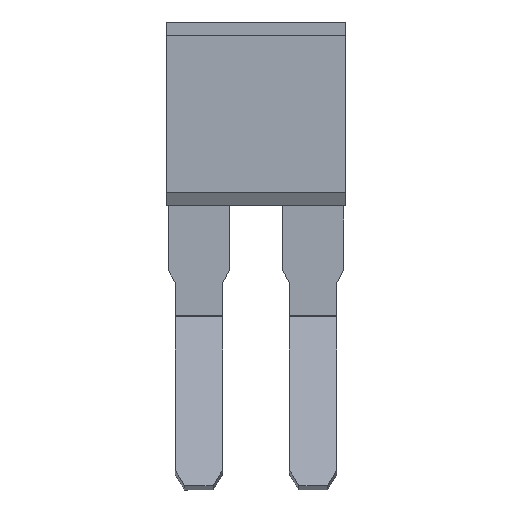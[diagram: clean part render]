
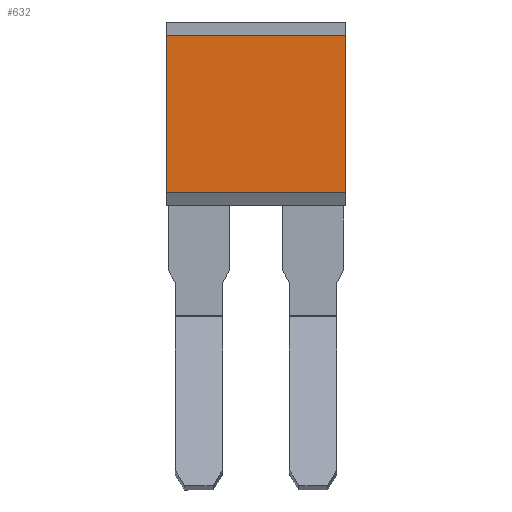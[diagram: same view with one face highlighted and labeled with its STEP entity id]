
A CAD part, top view. The second image highlights one B-rep face of the part: STEP entity #632.
In plain terms, the highlighted planar face has unit normal (0, 0, 1).
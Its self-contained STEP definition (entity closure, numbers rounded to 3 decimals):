
#68 = ORIENTED_EDGE ( 'NONE', *, *, #1016, .F. ) ;
#134 = AXIS2_PLACEMENT_3D ( 'NONE', #290, #1556, #1550 ) ;
#142 = VECTOR ( 'NONE', #995, 1000. ) ;
#177 = LINE ( 'NONE', #487, #193 ) ;
#182 = LINE ( 'NONE', #1651, #142 ) ;
#193 = VECTOR ( 'NONE', #1208, 1000. ) ;
#241 = DIRECTION ( 'NONE',  ( 0., -1., 0. ) ) ;
#290 = CARTESIAN_POINT ( 'NONE',  ( -10.427, 14.475, 1.602 ) ) ;
#299 = VECTOR ( 'NONE', #1451, 1000. ) ;
#320 = LINE ( 'NONE', #1279, #299 ) ;
#350 = CARTESIAN_POINT ( 'NONE',  ( -1.027, 14.475, 1.602 ) ) ;
#372 = ORIENTED_EDGE ( 'NONE', *, *, #1506, .F. ) ;
#393 = PLANE ( 'NONE',  #134 ) ;
#418 = VERTEX_POINT ( 'NONE', #755 ) ;
#479 = ORIENTED_EDGE ( 'NONE', *, *, #1517, .T. ) ;
#487 = CARTESIAN_POINT ( 'NONE',  ( -10.427, 14.475, 1.602 ) ) ;
#526 = VERTEX_POINT ( 'NONE', #974 ) ;
#601 = VECTOR ( 'NONE', #241, 1000. ) ;
#617 = LINE ( 'NONE', #350, #601 ) ;
#632 = ADVANCED_FACE ( 'NONE', ( #1341 ), #393, .T. ) ;
#755 = CARTESIAN_POINT ( 'NONE',  ( -10.427, 6.218, 1.602 ) ) ;
#974 = CARTESIAN_POINT ( 'NONE',  ( -1.027, 6.218, 1.602 ) ) ;
#995 = DIRECTION ( 'NONE',  ( 0., -1., 0. ) ) ;
#1016 = EDGE_CURVE ( 'NONE', #1657, #1224, #177, .T. ) ;
#1208 = DIRECTION ( 'NONE',  ( 1., 0., 0. ) ) ;
#1224 = VERTEX_POINT ( 'NONE', #1749 ) ;
#1279 = CARTESIAN_POINT ( 'NONE',  ( -10.427, 6.218, 1.602 ) ) ;
#1341 = FACE_OUTER_BOUND ( 'NONE', #1762, .T. ) ;
#1451 = DIRECTION ( 'NONE',  ( 1., 0., 0. ) ) ;
#1506 = EDGE_CURVE ( 'NONE', #1224, #526, #617, .T. ) ;
#1517 = EDGE_CURVE ( 'NONE', #418, #526, #320, .T. ) ;
#1525 = EDGE_CURVE ( 'NONE', #1657, #418, #182, .T. ) ;
#1550 = DIRECTION ( 'NONE',  ( 0., -1., 0. ) ) ;
#1556 = DIRECTION ( 'NONE',  ( 0., 0., 1. ) ) ;
#1651 = CARTESIAN_POINT ( 'NONE',  ( -10.427, 14.475, 1.602 ) ) ;
#1657 = VERTEX_POINT ( 'NONE', #1704 ) ;
#1701 = ORIENTED_EDGE ( 'NONE', *, *, #1525, .T. ) ;
#1704 = CARTESIAN_POINT ( 'NONE',  ( -10.427, 14.475, 1.602 ) ) ;
#1749 = CARTESIAN_POINT ( 'NONE',  ( -1.027, 14.475, 1.602 ) ) ;
#1762 = EDGE_LOOP ( 'NONE', ( #479, #372, #68, #1701 ) ) ;
